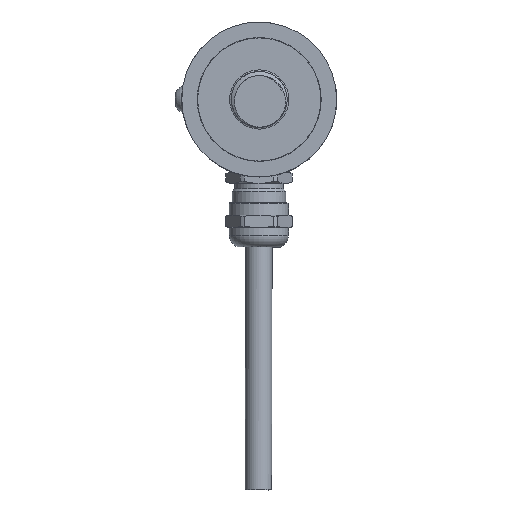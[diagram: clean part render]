
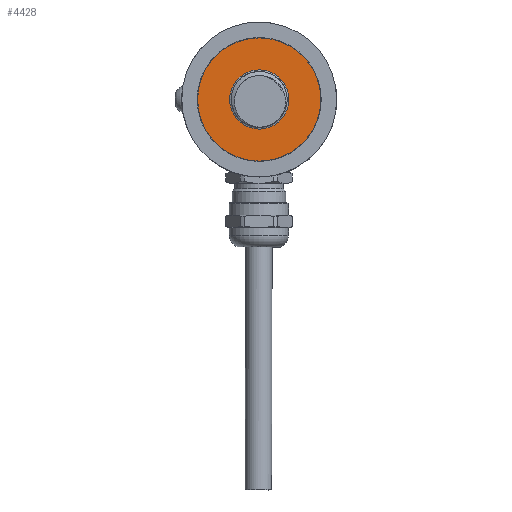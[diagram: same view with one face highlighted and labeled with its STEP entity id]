
A CAD part, top view. The second image highlights one B-rep face of the part: STEP entity #4428.
In plain terms, the highlighted planar face has unit normal (0, 0, 1).
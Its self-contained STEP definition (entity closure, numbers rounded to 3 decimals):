
#866=FACE_BOUND('',#1399,.T.);
#1109=FACE_OUTER_BOUND('',#1398,.T.);
#1398=EDGE_LOOP('',(#4038,#4039));
#1399=EDGE_LOOP('',(#4040));
#1591=CIRCLE('',#4831,17.5);
#1592=CIRCLE('',#4832,17.5);
#1640=CIRCLE('',#4925,8.411);
#1981=VERTEX_POINT('',#9446);
#1982=VERTEX_POINT('',#9447);
#2074=VERTEX_POINT('',#13161);
#2590=EDGE_CURVE('',#1981,#1982,#1591,.T.);
#2591=EDGE_CURVE('',#1982,#1981,#1592,.T.);
#2737=EDGE_CURVE('',#2074,#2074,#1640,.T.);
#4038=ORIENTED_EDGE('',*,*,#2590,.T.);
#4039=ORIENTED_EDGE('',*,*,#2591,.T.);
#4040=ORIENTED_EDGE('',*,*,#2737,.F.);
#4182=PLANE('',#4927);
#4428=ADVANCED_FACE('',(#1109,#866),#4182,.T.);
#4831=AXIS2_PLACEMENT_3D('',#9448,#5863,#5864);
#4832=AXIS2_PLACEMENT_3D('',#9449,#5865,#5866);
#4925=AXIS2_PLACEMENT_3D('',#13162,#6087,#6088);
#4927=AXIS2_PLACEMENT_3D('',#13164,#6091,#6092);
#5863=DIRECTION('center_axis',(0.,0.,1.));
#5864=DIRECTION('ref_axis',(1.,0.,0.));
#5865=DIRECTION('center_axis',(0.,0.,1.));
#5866=DIRECTION('ref_axis',(1.,0.,0.));
#6087=DIRECTION('center_axis',(0.,0.,1.));
#6088=DIRECTION('ref_axis',(1.,0.,0.));
#6091=DIRECTION('center_axis',(0.,0.,1.));
#6092=DIRECTION('ref_axis',(1.,0.,0.));
#9446=CARTESIAN_POINT('',(17.5,0.,-18.));
#9447=CARTESIAN_POINT('',(-17.5,0.,-18.));
#9448=CARTESIAN_POINT('Origin',(0.,0.,-18.));
#9449=CARTESIAN_POINT('Origin',(0.,0.,-18.));
#13161=CARTESIAN_POINT('',(-8.411,0.,-18.));
#13162=CARTESIAN_POINT('Origin',(0.,0.,-18.));
#13164=CARTESIAN_POINT('Origin',(8.,0.,-18.));
